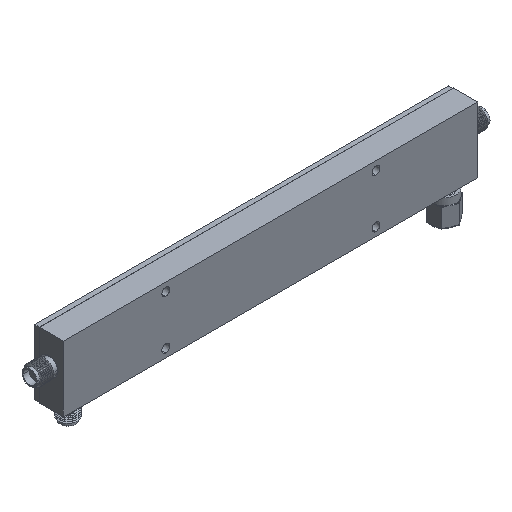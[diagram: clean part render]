
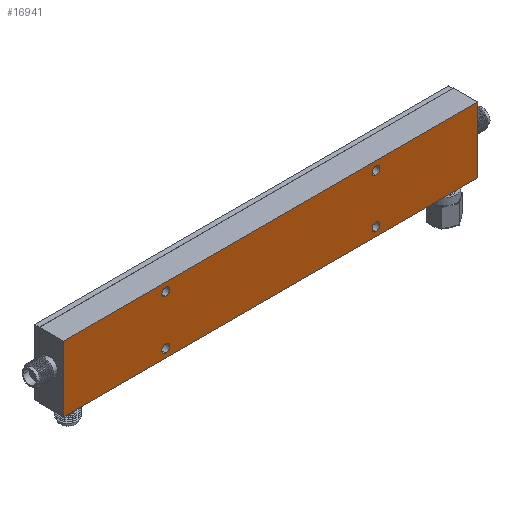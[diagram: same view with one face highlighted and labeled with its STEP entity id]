
A CAD part, isometric view. The second image highlights one B-rep face of the part: STEP entity #16941.
In plain terms, the highlighted planar face has unit normal (0, -1, 0).
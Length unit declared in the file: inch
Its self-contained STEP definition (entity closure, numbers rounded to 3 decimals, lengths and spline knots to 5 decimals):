
#107 = DIRECTION ( 'NONE',  ( 0., 1., 0. ) ) ;
#573 = ORIENTED_EDGE ( 'NONE', *, *, #36381, .T. ) ;
#1918 = CARTESIAN_POINT ( 'NONE',  ( 1.38, 0., -0.372 ) ) ;
#2779 = CARTESIAN_POINT ( 'NONE',  ( 2.71, 0., 0.43 ) ) ;
#3012 = VERTEX_POINT ( 'NONE', #7837 ) ;
#4292 = EDGE_CURVE ( 'NONE', #33757, #43040, #5287, .T. ) ;
#4695 = DIRECTION ( 'NONE',  ( 0., 1., 0. ) ) ;
#5201 = AXIS2_PLACEMENT_3D ( 'NONE', #30194, #8390, #5603 ) ;
#5287 = CIRCLE ( 'NONE', #33171, 0.052 ) ;
#5603 = DIRECTION ( 'NONE',  ( 0., 0., 1. ) ) ;
#6367 = VECTOR ( 'NONE', #45478, 39.37008 ) ;
#6489 = LINE ( 'NONE', #2779, #10907 ) ;
#6533 = CIRCLE ( 'NONE', #16788, 0.052 ) ;
#6661 = CIRCLE ( 'NONE', #5201, 0.052 ) ;
#6979 = VERTEX_POINT ( 'NONE', #16646 ) ;
#7123 = AXIS2_PLACEMENT_3D ( 'NONE', #11696, #39037, #28983 ) ;
#7837 = CARTESIAN_POINT ( 'NONE',  ( -1.37, 0., 0.372 ) ) ;
#8171 = EDGE_CURVE ( 'NONE', #35447, #20670, #6489, .T. ) ;
#8323 = CARTESIAN_POINT ( 'NONE',  ( 2.71, 0., 0.43 ) ) ;
#8390 = DIRECTION ( 'NONE',  ( 0., 1., 0. ) ) ;
#8525 = CARTESIAN_POINT ( 'NONE',  ( -2.71, 0., 0.43 ) ) ;
#10025 = CIRCLE ( 'NONE', #7123, 0.052 ) ;
#10323 = CARTESIAN_POINT ( 'NONE',  ( 1.38, 0., 0.268 ) ) ;
#10907 = VECTOR ( 'NONE', #12958, 39.37008 ) ;
#11043 = CARTESIAN_POINT ( 'NONE',  ( -1.37, 0., 0.32 ) ) ;
#11419 = VERTEX_POINT ( 'NONE', #10323 ) ;
#11696 = CARTESIAN_POINT ( 'NONE',  ( -1.37, 0., -0.32 ) ) ;
#11801 = FACE_BOUND ( 'NONE', #29392, .T. ) ;
#11837 = AXIS2_PLACEMENT_3D ( 'NONE', #11043, #29231, #32879 ) ;
#11865 = LINE ( 'NONE', #25924, #14941 ) ;
#11923 = ORIENTED_EDGE ( 'NONE', *, *, #45315, .T. ) ;
#12091 = EDGE_LOOP ( 'NONE', ( #39363, #28906 ) ) ;
#12285 = FACE_OUTER_BOUND ( 'NONE', #20563, .T. ) ;
#12298 = CARTESIAN_POINT ( 'NONE',  ( 1.38, 0., 0.372 ) ) ;
#12392 = ORIENTED_EDGE ( 'NONE', *, *, #19530, .T. ) ;
#12482 = EDGE_CURVE ( 'NONE', #20670, #24754, #11865, .T. ) ;
#12958 = DIRECTION ( 'NONE',  ( 0., 0., -1. ) ) ;
#13654 = CARTESIAN_POINT ( 'NONE',  ( 0., 0., 0. ) ) ;
#13940 = CARTESIAN_POINT ( 'NONE',  ( -2.71, 0., 0.43 ) ) ;
#13991 = CARTESIAN_POINT ( 'NONE',  ( -2.71, 0., 0.43 ) ) ;
#14496 = VERTEX_POINT ( 'NONE', #13940 ) ;
#14624 = VERTEX_POINT ( 'NONE', #12298 ) ;
#14941 = VECTOR ( 'NONE', #43601, 39.37008 ) ;
#15247 = CARTESIAN_POINT ( 'NONE',  ( 1.38, 0., 0.32 ) ) ;
#15955 = FACE_BOUND ( 'NONE', #12091, .T. ) ;
#16132 = ORIENTED_EDGE ( 'NONE', *, *, #26870, .F. ) ;
#16229 = CARTESIAN_POINT ( 'NONE',  ( -1.37, 0., -0.372 ) ) ;
#16646 = CARTESIAN_POINT ( 'NONE',  ( -1.37, 0., 0.268 ) ) ;
#16788 = AXIS2_PLACEMENT_3D ( 'NONE', #25360, #32721, #36803 ) ;
#16870 = EDGE_CURVE ( 'NONE', #11419, #14624, #32559, .T. ) ;
#16941 = ADVANCED_FACE ( 'NONE', ( #11801, #15955, #12285, #30198, #26324 ), #25843, .T. ) ;
#18079 = EDGE_LOOP ( 'NONE', ( #12392, #30932 ) ) ;
#18849 = LINE ( 'NONE', #8525, #26603 ) ;
#19530 = EDGE_CURVE ( 'NONE', #6979, #3012, #6533, .T. ) ;
#20563 = EDGE_LOOP ( 'NONE', ( #37721, #16132, #22792, #35687 ) ) ;
#20670 = VERTEX_POINT ( 'NONE', #35247 ) ;
#20985 = CARTESIAN_POINT ( 'NONE',  ( 1.38, 0., 0.32 ) ) ;
#21376 = DIRECTION ( 'NONE',  ( 0., -1., 0. ) ) ;
#21694 = CIRCLE ( 'NONE', #24655, 0.052 ) ;
#22560 = CARTESIAN_POINT ( 'NONE',  ( -2.71, 0., -0.43 ) ) ;
#22623 = CIRCLE ( 'NONE', #40964, 0.052 ) ;
#22792 = ORIENTED_EDGE ( 'NONE', *, *, #32488, .F. ) ;
#24655 = AXIS2_PLACEMENT_3D ( 'NONE', #20985, #34983, #38634 ) ;
#24754 = VERTEX_POINT ( 'NONE', #22560 ) ;
#25360 = CARTESIAN_POINT ( 'NONE',  ( -1.37, 0., 0.32 ) ) ;
#25825 = CARTESIAN_POINT ( 'NONE',  ( 1.38, 0., -0.32 ) ) ;
#25843 = PLANE ( 'NONE',  #34019 ) ;
#25924 = CARTESIAN_POINT ( 'NONE',  ( -2.71, 0., -0.43 ) ) ;
#26324 = FACE_BOUND ( 'NONE', #18079, .T. ) ;
#26603 = VECTOR ( 'NONE', #28765, 39.37008 ) ;
#26870 = EDGE_CURVE ( 'NONE', #14496, #35447, #18849, .T. ) ;
#28185 = AXIS2_PLACEMENT_3D ( 'NONE', #15247, #4695, #40086 ) ;
#28740 = CIRCLE ( 'NONE', #11837, 0.052 ) ;
#28765 = DIRECTION ( 'NONE',  ( 1., 0., 0. ) ) ;
#28906 = ORIENTED_EDGE ( 'NONE', *, *, #4292, .T. ) ;
#28983 = DIRECTION ( 'NONE',  ( 0., 0., 1. ) ) ;
#29231 = DIRECTION ( 'NONE',  ( 0., 1., 0. ) ) ;
#29283 = VERTEX_POINT ( 'NONE', #1918 ) ;
#29392 = EDGE_LOOP ( 'NONE', ( #42671, #41232 ) ) ;
#30194 = CARTESIAN_POINT ( 'NONE',  ( 1.38, 0., -0.32 ) ) ;
#30198 = FACE_BOUND ( 'NONE', #36432, .T. ) ;
#30544 = VERTEX_POINT ( 'NONE', #40349 ) ;
#30932 = ORIENTED_EDGE ( 'NONE', *, *, #37025, .T. ) ;
#31655 = DIRECTION ( 'NONE',  ( 0., 0., 1. ) ) ;
#32277 = EDGE_CURVE ( 'NONE', #43040, #33757, #10025, .T. ) ;
#32488 = EDGE_CURVE ( 'NONE', #24754, #14496, #44803, .T. ) ;
#32559 = CIRCLE ( 'NONE', #28185, 0.052 ) ;
#32721 = DIRECTION ( 'NONE',  ( 0., 1., 0. ) ) ;
#32879 = DIRECTION ( 'NONE',  ( 0., 0., 1. ) ) ;
#33171 = AXIS2_PLACEMENT_3D ( 'NONE', #41972, #107, #31655 ) ;
#33757 = VERTEX_POINT ( 'NONE', #44494 ) ;
#34019 = AXIS2_PLACEMENT_3D ( 'NONE', #13654, #21376, #41658 ) ;
#34983 = DIRECTION ( 'NONE',  ( 0., 1., 0. ) ) ;
#35247 = CARTESIAN_POINT ( 'NONE',  ( 2.71, 0., -0.43 ) ) ;
#35447 = VERTEX_POINT ( 'NONE', #8323 ) ;
#35687 = ORIENTED_EDGE ( 'NONE', *, *, #12482, .F. ) ;
#36381 = EDGE_CURVE ( 'NONE', #30544, #29283, #6661, .T. ) ;
#36432 = EDGE_LOOP ( 'NONE', ( #11923, #573 ) ) ;
#36803 = DIRECTION ( 'NONE',  ( 0., 0., 1. ) ) ;
#37025 = EDGE_CURVE ( 'NONE', #3012, #6979, #28740, .T. ) ;
#37053 = DIRECTION ( 'NONE',  ( 0., 0., 1. ) ) ;
#37721 = ORIENTED_EDGE ( 'NONE', *, *, #8171, .F. ) ;
#38634 = DIRECTION ( 'NONE',  ( 0., 0., 1. ) ) ;
#39037 = DIRECTION ( 'NONE',  ( 0., 1., 0. ) ) ;
#39363 = ORIENTED_EDGE ( 'NONE', *, *, #32277, .T. ) ;
#40086 = DIRECTION ( 'NONE',  ( 0., 0., 1. ) ) ;
#40349 = CARTESIAN_POINT ( 'NONE',  ( 1.38, 0., -0.268 ) ) ;
#40748 = DIRECTION ( 'NONE',  ( 0., 1., 0. ) ) ;
#40964 = AXIS2_PLACEMENT_3D ( 'NONE', #25825, #40748, #37053 ) ;
#41232 = ORIENTED_EDGE ( 'NONE', *, *, #42304, .T. ) ;
#41658 = DIRECTION ( 'NONE',  ( 0., 0., -1. ) ) ;
#41972 = CARTESIAN_POINT ( 'NONE',  ( -1.37, 0., -0.32 ) ) ;
#42304 = EDGE_CURVE ( 'NONE', #14624, #11419, #21694, .T. ) ;
#42671 = ORIENTED_EDGE ( 'NONE', *, *, #16870, .T. ) ;
#43040 = VERTEX_POINT ( 'NONE', #16229 ) ;
#43601 = DIRECTION ( 'NONE',  ( -1., 0., 0. ) ) ;
#44494 = CARTESIAN_POINT ( 'NONE',  ( -1.37, 0., -0.268 ) ) ;
#44803 = LINE ( 'NONE', #13991, #6367 ) ;
#45315 = EDGE_CURVE ( 'NONE', #29283, #30544, #22623, .T. ) ;
#45478 = DIRECTION ( 'NONE',  ( 0., 0., 1. ) ) ;
